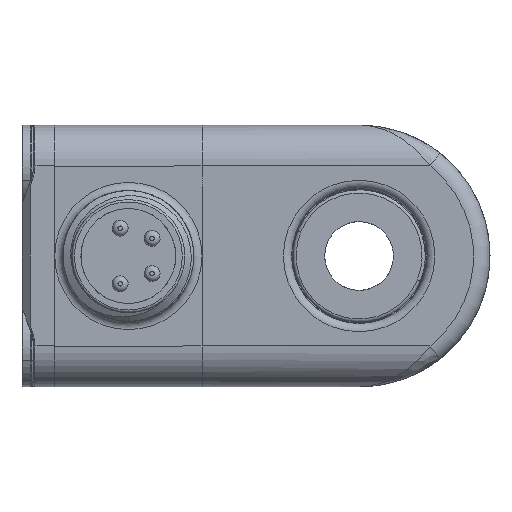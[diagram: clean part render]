
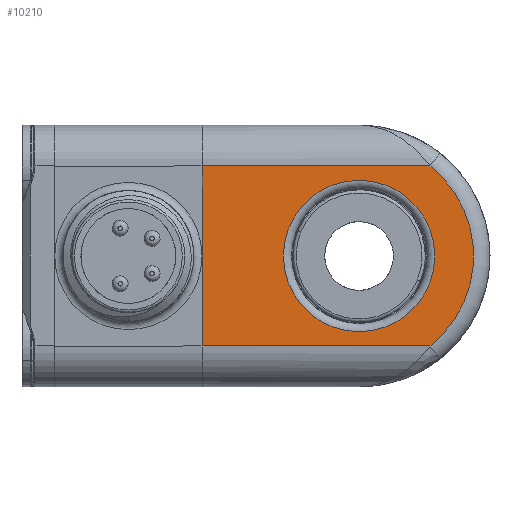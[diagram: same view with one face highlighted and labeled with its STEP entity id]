
A CAD part, left-side view. The second image highlights one B-rep face of the part: STEP entity #10210.
In plain terms, the highlighted planar face has unit normal (-1, 0, 0).
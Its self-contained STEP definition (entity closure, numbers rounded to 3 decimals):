
#162 = VECTOR ( 'NONE', #8157, 1000. ) ;
#1045 = EDGE_CURVE ( 'NONE', #8856, #14731, #4333, .T. ) ;
#1177 = VERTEX_POINT ( 'NONE', #5934 ) ;
#1231 = AXIS2_PLACEMENT_3D ( 'NONE', #8227, #4620, #6987 ) ;
#1276 = ORIENTED_EDGE ( 'NONE', *, *, #1045, .F. ) ;
#1358 = CARTESIAN_POINT ( 'NONE',  ( -20., -4.33, 5.5 ) ) ;
#1659 = EDGE_CURVE ( 'NONE', #1177, #1177, #10560, .T. ) ;
#1678 = VECTOR ( 'NONE', #11411, 1000. ) ;
#1730 = ORIENTED_EDGE ( 'NONE', *, *, #3242, .F. ) ;
#2205 = CARTESIAN_POINT ( 'NONE',  ( -20., 9.6, -5.5 ) ) ;
#2304 = PLANE ( 'NONE',  #14016 ) ;
#2562 = DIRECTION ( 'NONE',  ( 0., 1., 0. ) ) ;
#2583 = EDGE_CURVE ( 'NONE', #8973, #14731, #15137, .T. ) ;
#3242 = EDGE_CURVE ( 'NONE', #14857, #14154, #14312, .T. ) ;
#3360 = DIRECTION ( 'NONE',  ( 0., 0., 1. ) ) ;
#3449 = DIRECTION ( 'NONE',  ( 0., 0., 1. ) ) ;
#3520 = CARTESIAN_POINT ( 'NONE',  ( -20., 9.6, 0. ) ) ;
#3901 = AXIS2_PLACEMENT_3D ( 'NONE', #11863, #10711, #3360 ) ;
#4141 = ORIENTED_EDGE ( 'NONE', *, *, #1659, .T. ) ;
#4321 = VECTOR ( 'NONE', #2562, 1000. ) ;
#4333 = LINE ( 'NONE', #9014, #7156 ) ;
#4614 = CARTESIAN_POINT ( 'NONE',  ( -20., -9.501, 5.5 ) ) ;
#4620 = DIRECTION ( 'NONE',  ( 1., 0., 0. ) ) ;
#4933 = ORIENTED_EDGE ( 'NONE', *, *, #11799, .F. ) ;
#5080 = CARTESIAN_POINT ( 'NONE',  ( -20., -9.501, -5.5 ) ) ;
#5496 = LINE ( 'NONE', #2205, #1678 ) ;
#5934 = CARTESIAN_POINT ( 'NONE',  ( -20., 0., 4.625 ) ) ;
#6539 = EDGE_LOOP ( 'NONE', ( #4141 ) ) ;
#6775 = CARTESIAN_POINT ( 'NONE',  ( -20., 9.6, 5.5 ) ) ;
#6862 = DIRECTION ( 'NONE',  ( 0., 0., 1. ) ) ;
#6966 = FACE_OUTER_BOUND ( 'NONE', #15080, .T. ) ;
#6987 = DIRECTION ( 'NONE',  ( 0., 0., 1. ) ) ;
#7156 = VECTOR ( 'NONE', #6862, 1000. ) ;
#7469 = CARTESIAN_POINT ( 'NONE',  ( -20., -4.33, -5.5 ) ) ;
#7523 = EDGE_CURVE ( 'NONE', #14857, #8973, #10542, .T. ) ;
#7975 = FACE_BOUND ( 'NONE', #6539, .T. ) ;
#8157 = DIRECTION ( 'NONE',  ( 0., 1., 0. ) ) ;
#8227 = CARTESIAN_POINT ( 'NONE',  ( -20., 0., 0. ) ) ;
#8739 = CARTESIAN_POINT ( 'NONE',  ( -20., 9.6, -5.5 ) ) ;
#8856 = VERTEX_POINT ( 'NONE', #3520 ) ;
#8973 = VERTEX_POINT ( 'NONE', #1358 ) ;
#9014 = CARTESIAN_POINT ( 'NONE',  ( -20., 9.6, -5.5 ) ) ;
#9151 = ORIENTED_EDGE ( 'NONE', *, *, #7523, .T. ) ;
#10210 = ADVANCED_FACE ( 'NONE', ( #7975, #6966 ), #2304, .T. ) ;
#10542 = CIRCLE ( 'NONE', #3901, 7. ) ;
#10560 = CIRCLE ( 'NONE', #1231, 4.625 ) ;
#10711 = DIRECTION ( 'NONE',  ( -1., 0., 0. ) ) ;
#11411 = DIRECTION ( 'NONE',  ( 0., 0., 1. ) ) ;
#11663 = CARTESIAN_POINT ( 'NONE',  ( -20., 0., 0. ) ) ;
#11799 = EDGE_CURVE ( 'NONE', #14154, #8856, #5496, .T. ) ;
#11863 = CARTESIAN_POINT ( 'NONE',  ( -20., 0., 0. ) ) ;
#13333 = ORIENTED_EDGE ( 'NONE', *, *, #2583, .T. ) ;
#14016 = AXIS2_PLACEMENT_3D ( 'NONE', #11663, #14048, #3449 ) ;
#14048 = DIRECTION ( 'NONE',  ( -1., 0., 0. ) ) ;
#14154 = VERTEX_POINT ( 'NONE', #8739 ) ;
#14312 = LINE ( 'NONE', #5080, #4321 ) ;
#14731 = VERTEX_POINT ( 'NONE', #6775 ) ;
#14857 = VERTEX_POINT ( 'NONE', #7469 ) ;
#15080 = EDGE_LOOP ( 'NONE', ( #1730, #9151, #13333, #1276, #4933 ) ) ;
#15137 = LINE ( 'NONE', #4614, #162 ) ;
